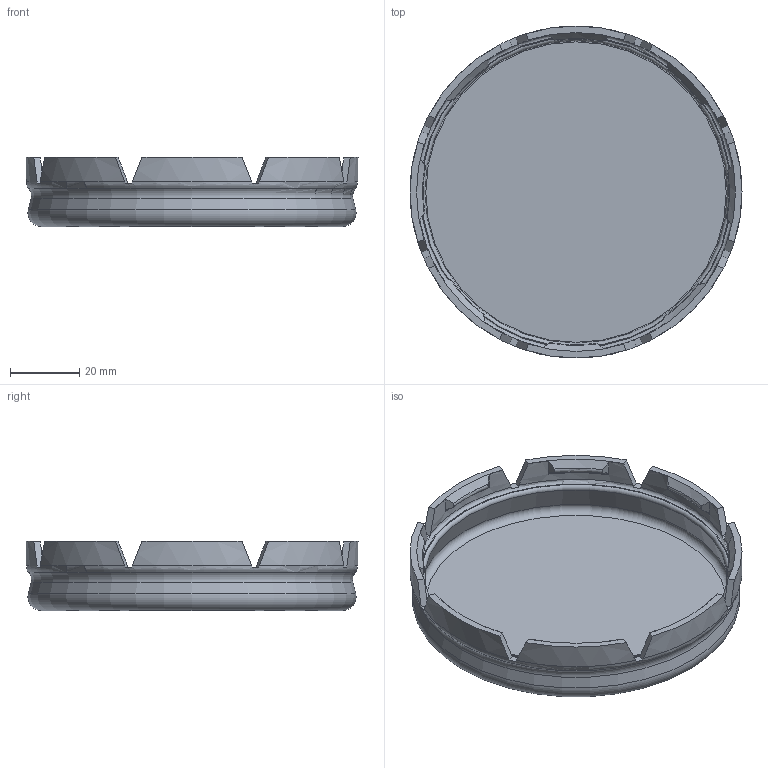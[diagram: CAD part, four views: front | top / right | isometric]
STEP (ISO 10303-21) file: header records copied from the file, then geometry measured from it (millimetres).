
FILE_DESCRIPTION( ( '' ), ' ' );
FILE_NAME( '5cc5150149ff401767120a39.step', '2019-04-28T02:50:42', ( '' ), ( '' ), ' ', ' ', ' ' );
FILE_SCHEMA( ( 'AUTOMOTIVE_DESIGN { 1 0 10303 214 1 1 1 1 }' ) );
Length unit declared in the file: metre
Products named in the file (1): Body
Bounding box: 96 x 96 x 20 mm (x, y, z)
Volume: 24807.6 mm3; surface area: 24810.6 mm2
Topology: 1 solids, 1 shells, 123 faces, 341 edges, 221 vertices
Faces by surface type: plane 67, torus 22, cone 18, cylinder 16
Entity records: 5180 total; most frequent: CARTESIAN_POINT 1168, ORIENTED_EDGE 658, DIRECTION 618, EDGE_CURVE 329, AXIS2_PLACEMENT_3D 277, VERTEX_POINT 219, EDGE_LOOP 132, FACE_OUTER_BOUND 129
